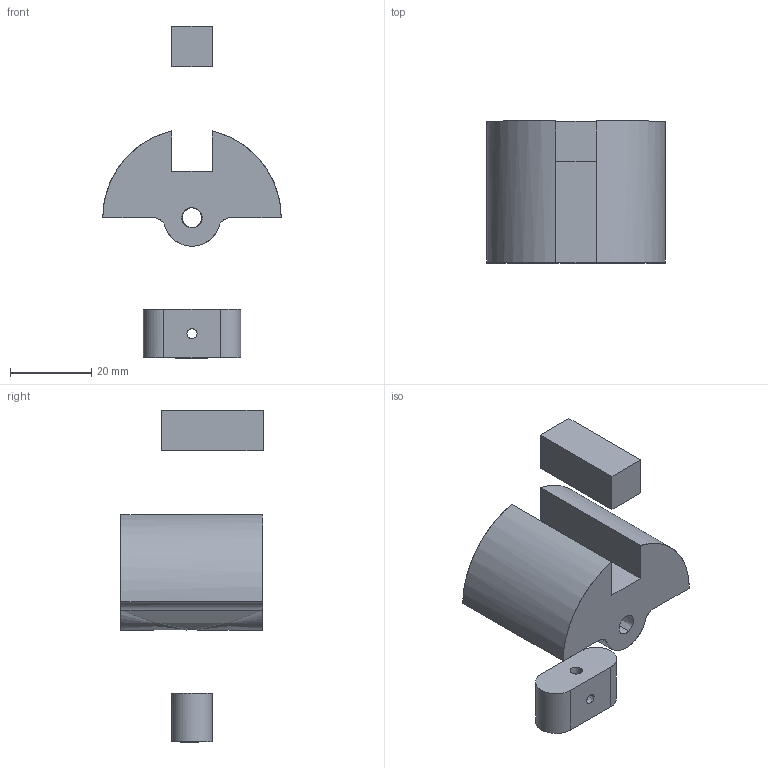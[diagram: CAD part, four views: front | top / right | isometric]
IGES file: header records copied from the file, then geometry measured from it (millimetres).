
Start section:  PTC IGES file: 16_t2_5_12.igs Data from Parasolid IGES Translator 15.0.47, Copyright(c) 2006 Siemens P LM Software. All Rights Reserved. Data from Parasolid IGES Translator 15.0.47, Copyright(c) 2006 Siemens P LM Software. All Rights Reserved. Data from Parasolid IGES Translator 15.0.47, Copyright(c) 2006 Siemens P LM Software. All Rights Reserved.
Global section: file name: 45Hbalancier pieces.igs; native system: Rhinoceros ( Nov 12 2013 ); preprocessor: Trout Lake IGES 012 Nov 12 2013; date: 140113.164139; units: millimetre
Bounding box: 44 x 35.05 x 81.87 mm (x, y, z)
Surface area: 9375.8 mm2 (no closed solid volume)
Topology: 0 solids, 0 shells, 34 faces, 340 edges, 340 vertices
Faces by surface type: bspline 34
